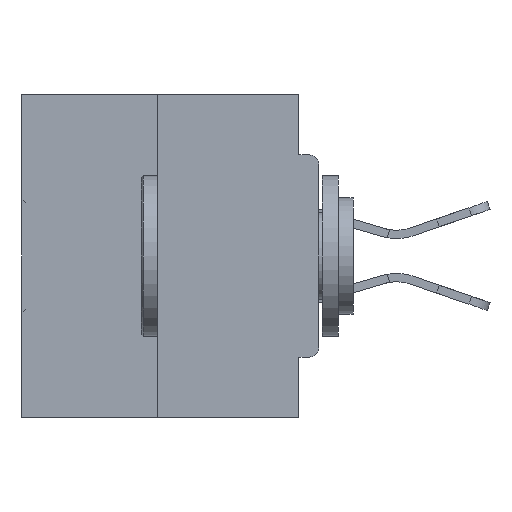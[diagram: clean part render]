
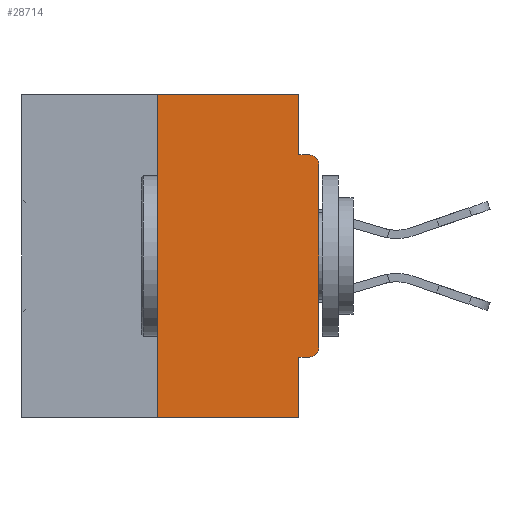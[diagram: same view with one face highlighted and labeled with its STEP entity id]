
A CAD part, left-side view. The second image highlights one B-rep face of the part: STEP entity #28714.
In plain terms, the highlighted planar face has unit normal (-1, 0, 0).
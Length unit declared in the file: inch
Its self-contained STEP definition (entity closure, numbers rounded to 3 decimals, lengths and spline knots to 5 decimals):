
#229 = LINE ( 'NONE', #34639, #5149 ) ;
#371 = VERTEX_POINT ( 'NONE', #12561 ) ;
#441 = DIRECTION ( 'NONE',  ( 0., 0., -1. ) ) ;
#775 = VECTOR ( 'NONE', #42240, 39.37008 ) ;
#1120 = EDGE_CURVE ( 'NONE', #43896, #7752, #41168, .T. ) ;
#1148 = ORIENTED_EDGE ( 'NONE', *, *, #28188, .T. ) ;
#2553 = CARTESIAN_POINT ( 'NONE',  ( 0., 0.46, -0.5 ) ) ;
#3024 = ORIENTED_EDGE ( 'NONE', *, *, #39269, .F. ) ;
#5129 = AXIS2_PLACEMENT_3D ( 'NONE', #15448, #39810, #18923 ) ;
#5143 = EDGE_CURVE ( 'NONE', #35618, #35384, #20721, .T. ) ;
#5149 = VECTOR ( 'NONE', #31004, 39.37008 ) ;
#7441 = CARTESIAN_POINT ( 'NONE',  ( 0., 0.015, -0.3915 ) ) ;
#7752 = VERTEX_POINT ( 'NONE', #28593 ) ;
#8466 = VERTEX_POINT ( 'NONE', #9787 ) ;
#8618 = EDGE_CURVE ( 'NONE', #7752, #17783, #27724, .T. ) ;
#8723 = LINE ( 'NONE', #21827, #30555 ) ;
#8763 = CARTESIAN_POINT ( 'NONE',  ( 0., 0.031, -0.4065 ) ) ;
#8767 = VECTOR ( 'NONE', #34596, 39.37008 ) ;
#9780 = EDGE_LOOP ( 'NONE', ( #16454, #3024, #1148, #17495, #14013, #14528, #44005, #15946, #15218, #9823 ) ) ;
#9787 = CARTESIAN_POINT ( 'NONE',  ( 0., 0.25, -0.5 ) ) ;
#9823 = ORIENTED_EDGE ( 'NONE', *, *, #44450, .F. ) ;
#10854 = CARTESIAN_POINT ( 'NONE',  ( 0., 0.015, -0.1085 ) ) ;
#11511 = DIRECTION ( 'NONE',  ( 0., 0., 1. ) ) ;
#11514 = VERTEX_POINT ( 'NONE', #18412 ) ;
#11614 = CARTESIAN_POINT ( 'NONE',  ( 0., 0., 0. ) ) ;
#11950 = CARTESIAN_POINT ( 'NONE',  ( 0., 0.031, -0.5 ) ) ;
#11991 = CARTESIAN_POINT ( 'NONE',  ( 0., 0.031, -0.5 ) ) ;
#12122 = VECTOR ( 'NONE', #11511, 39.37008 ) ;
#12561 = CARTESIAN_POINT ( 'NONE',  ( 0., 0.25, 0. ) ) ;
#14013 = ORIENTED_EDGE ( 'NONE', *, *, #18292, .F. ) ;
#14240 = VERTEX_POINT ( 'NONE', #26800 ) ;
#14528 = ORIENTED_EDGE ( 'NONE', *, *, #1120, .T. ) ;
#14852 = DIRECTION ( 'NONE',  ( 0., 0., 1. ) ) ;
#15218 = ORIENTED_EDGE ( 'NONE', *, *, #39712, .F. ) ;
#15448 = CARTESIAN_POINT ( 'NONE',  ( 0., 0.46, 0. ) ) ;
#15487 = FACE_OUTER_BOUND ( 'NONE', #9780, .T. ) ;
#15931 = LINE ( 'NONE', #31910, #12122 ) ;
#15946 = ORIENTED_EDGE ( 'NONE', *, *, #41434, .T. ) ;
#16434 = CARTESIAN_POINT ( 'NONE',  ( 0., 0.031, -0.0935 ) ) ;
#16454 = ORIENTED_EDGE ( 'NONE', *, *, #35130, .F. ) ;
#16813 = LINE ( 'NONE', #43612, #43555 ) ;
#17495 = ORIENTED_EDGE ( 'NONE', *, *, #5143, .F. ) ;
#17783 = VERTEX_POINT ( 'NONE', #33797 ) ;
#18292 = EDGE_CURVE ( 'NONE', #43896, #35618, #8723, .T. ) ;
#18412 = CARTESIAN_POINT ( 'NONE',  ( 0., 0.015, -0.0935 ) ) ;
#18923 = DIRECTION ( 'NONE',  ( 0., 0., -1. ) ) ;
#20721 = LINE ( 'NONE', #11991, #31072 ) ;
#21344 = DIRECTION ( 'NONE',  ( 0., 0., -1. ) ) ;
#21827 = CARTESIAN_POINT ( 'NONE',  ( 0., 0., -0.4065 ) ) ;
#22173 = CARTESIAN_POINT ( 'NONE',  ( 0., 0.015, -0.4065 ) ) ;
#24141 = CARTESIAN_POINT ( 'NONE',  ( 0., 0., -0.0935 ) ) ;
#24580 = DIRECTION ( 'NONE',  ( -1., 0., 0. ) ) ;
#24889 = DIRECTION ( 'NONE',  ( 0., 1., 0. ) ) ;
#26800 = CARTESIAN_POINT ( 'NONE',  ( 0., 0.031, 0. ) ) ;
#27724 = LINE ( 'NONE', #11614, #43953 ) ;
#28188 = EDGE_CURVE ( 'NONE', #8466, #35384, #34575, .T. ) ;
#28593 = CARTESIAN_POINT ( 'NONE',  ( 0., 0., -0.3915 ) ) ;
#28714 = ADVANCED_FACE ( 'NONE', ( #15487 ), #43332, .F. ) ;
#29075 = VERTEX_POINT ( 'NONE', #16434 ) ;
#29410 = CIRCLE ( 'NONE', #38494, 0.015 ) ;
#30555 = VECTOR ( 'NONE', #24889, 39.37008 ) ;
#31004 = DIRECTION ( 'NONE',  ( 0., 0., -1. ) ) ;
#31072 = VECTOR ( 'NONE', #42959, 39.37008 ) ;
#31910 = CARTESIAN_POINT ( 'NONE',  ( 0., 0.25, 0. ) ) ;
#33797 = CARTESIAN_POINT ( 'NONE',  ( 0., 0., -0.1085 ) ) ;
#33833 = AXIS2_PLACEMENT_3D ( 'NONE', #7441, #42387, #21344 ) ;
#34380 = LINE ( 'NONE', #24141, #8767 ) ;
#34575 = LINE ( 'NONE', #2553, #775 ) ;
#34596 = DIRECTION ( 'NONE',  ( 0., -1., 0. ) ) ;
#34639 = CARTESIAN_POINT ( 'NONE',  ( 0., 0.031, 0. ) ) ;
#35130 = EDGE_CURVE ( 'NONE', #371, #14240, #16813, .T. ) ;
#35384 = VERTEX_POINT ( 'NONE', #11950 ) ;
#35618 = VERTEX_POINT ( 'NONE', #8763 ) ;
#36855 = DIRECTION ( 'NONE',  ( 0., -1., 0. ) ) ;
#38494 = AXIS2_PLACEMENT_3D ( 'NONE', #10854, #24580, #441 ) ;
#39269 = EDGE_CURVE ( 'NONE', #8466, #371, #15931, .T. ) ;
#39712 = EDGE_CURVE ( 'NONE', #29075, #11514, #34380, .T. ) ;
#39810 = DIRECTION ( 'NONE',  ( 1., 0., 0. ) ) ;
#41168 = CIRCLE ( 'NONE', #33833, 0.015 ) ;
#41434 = EDGE_CURVE ( 'NONE', #17783, #11514, #29410, .T. ) ;
#42240 = DIRECTION ( 'NONE',  ( 0., -1., 0. ) ) ;
#42387 = DIRECTION ( 'NONE',  ( -1., 0., 0. ) ) ;
#42959 = DIRECTION ( 'NONE',  ( 0., 0., -1. ) ) ;
#43332 = PLANE ( 'NONE',  #5129 ) ;
#43555 = VECTOR ( 'NONE', #36855, 39.37008 ) ;
#43612 = CARTESIAN_POINT ( 'NONE',  ( 0., 0.46, 0. ) ) ;
#43896 = VERTEX_POINT ( 'NONE', #22173 ) ;
#43953 = VECTOR ( 'NONE', #14852, 39.37008 ) ;
#44005 = ORIENTED_EDGE ( 'NONE', *, *, #8618, .T. ) ;
#44450 = EDGE_CURVE ( 'NONE', #14240, #29075, #229, .T. ) ;
